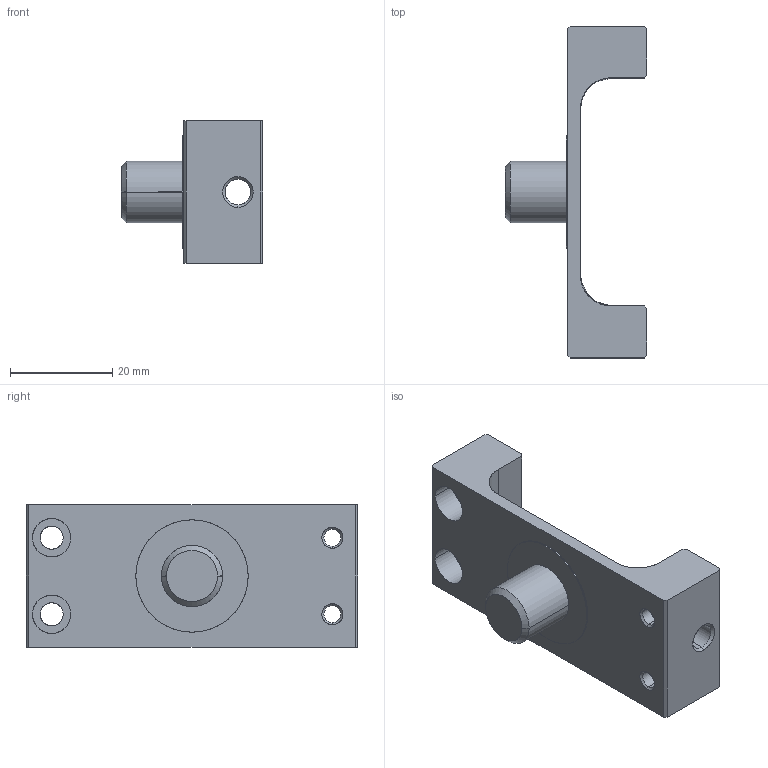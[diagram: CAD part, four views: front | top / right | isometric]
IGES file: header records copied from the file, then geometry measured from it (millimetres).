
Start section: SolidWorks IGES file using analytic representation for surfaces
Global section: file name: ISO-M-32-(ADJUSTABLE)-CTM-OEB.IGS; native system: SolidWorks 2010; preprocessor: SolidWorks 2010; author: Yeni; date: 131226.141922; units: millimetre
Bounding box: 27.75 x 65 x 28 mm (x, y, z)
Surface area: 7350 mm2 (no closed solid volume)
Topology: 0 solids, 0 shells, 56 faces, 910 edges, 910 vertices
Faces by surface type: revolution 36, bspline 20
